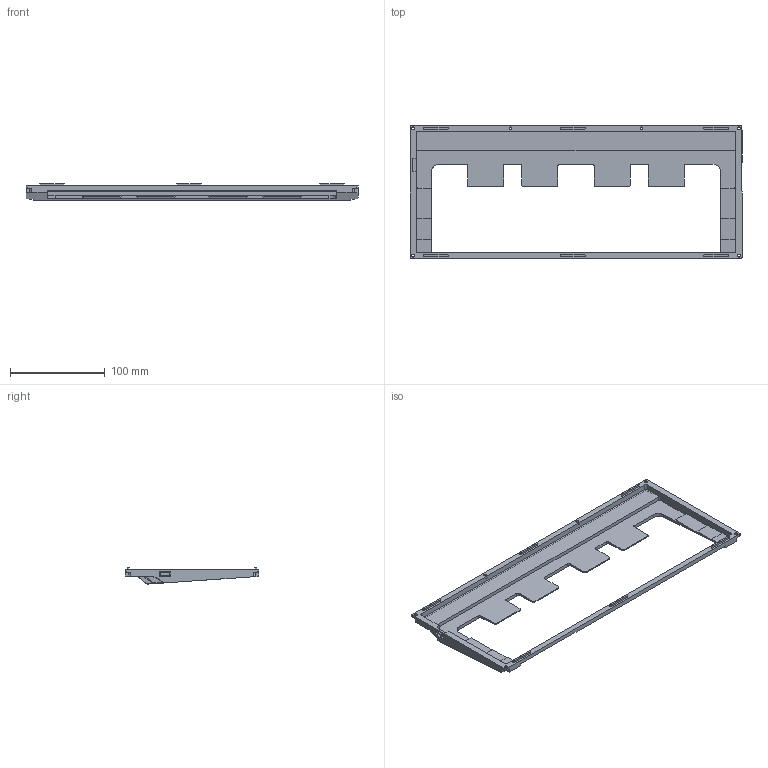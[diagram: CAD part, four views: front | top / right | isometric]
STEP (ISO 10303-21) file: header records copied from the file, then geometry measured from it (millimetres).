
FILE_DESCRIPTION (( 'STEP AP214' ), '1' );
FILE_NAME ('Orthonite87_Bottom_Housing.STEP', '2021-08-26T05:34:54', ( '' ), ( '' ), 'SwSTEP 2.0', 'SolidWorks 2021', '' );
FILE_SCHEMA (( 'AUTOMOTIVE_DESIGN' ));
Length unit declared in the file: millimetre
Products named in the file (1): Orthonite87_Bottom_Housing
Bounding box: 350 x 140.45 x 16.93 mm (x, y, z)
Volume: 107639.4 mm3; surface area: 66262.9 mm2
Topology: 1 solids, 1 shells, 221 faces, 615 edges, 394 vertices
Faces by surface type: plane 99, cylinder 98, torus 16, bspline 8
Entity records: 7325 total; most frequent: CARTESIAN_POINT 1581, ORIENTED_EDGE 1214, DIRECTION 1199, EDGE_CURVE 607, AXIS2_PLACEMENT_3D 414, VERTEX_POINT 394, LINE 371, VECTOR 371
